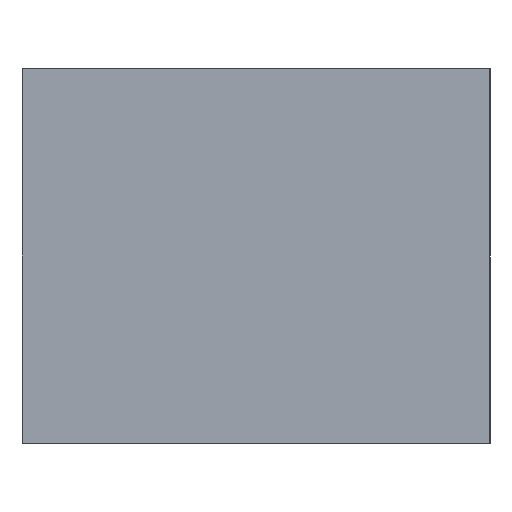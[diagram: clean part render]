
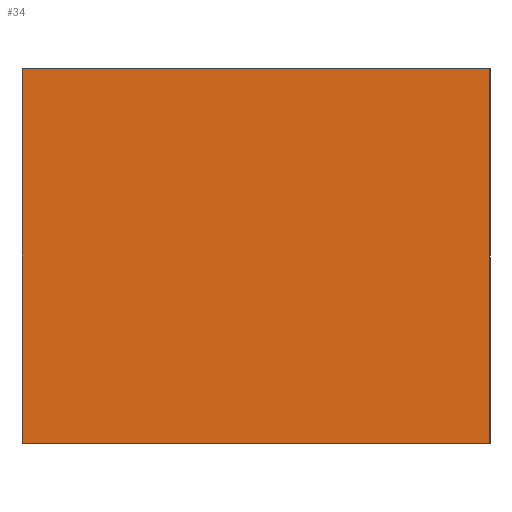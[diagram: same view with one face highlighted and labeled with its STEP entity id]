
A CAD part, left-side view. The second image highlights one B-rep face of the part: STEP entity #34.
In plain terms, the highlighted planar face has unit normal (-1, 0, 0).
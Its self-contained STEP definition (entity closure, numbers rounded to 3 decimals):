
#34=ADVANCED_FACE('',(#35),#69,.F.);
#35=FACE_BOUND('',#36,.T.);
#36=EDGE_LOOP('',(#37,#47,#55,#63));
#37=ORIENTED_EDGE('',*,*,#38,.T.);
#38=EDGE_CURVE('',#39,#41,#43,.T.);
#39=VERTEX_POINT('',#40);
#40=CARTESIAN_POINT('',(0.0,0.0,0.4));
#41=VERTEX_POINT('',#42);
#42=CARTESIAN_POINT('',(0.0,0.5,0.4));
#43=LINE('',#44,#45);
#44=CARTESIAN_POINT('',(0.0,0.0,0.4));
#45=VECTOR('',#46,1.0);
#46=DIRECTION('',(0.0,1.0,0.0));
#47=ORIENTED_EDGE('',*,*,#48,.T.);
#48=EDGE_CURVE('',#41,#49,#51,.F.);
#49=VERTEX_POINT('',#50);
#50=CARTESIAN_POINT('',(0.0,0.5,0.0));
#51=LINE('',#52,#53);
#52=CARTESIAN_POINT('',(0.0,0.5,0.0));
#53=VECTOR('',#54,1.0);
#54=DIRECTION('',(0.0,0.0,1.0));
#55=ORIENTED_EDGE('',*,*,#56,.T.);
#56=EDGE_CURVE('',#49,#57,#59,.F.);
#57=VERTEX_POINT('',#58);
#58=CARTESIAN_POINT('',(0.0,0.0,0.0));
#59=LINE('',#60,#61);
#60=CARTESIAN_POINT('',(0.0,0.0,0.0));
#61=VECTOR('',#62,1.0);
#62=DIRECTION('',(0.0,1.0,0.0));
#63=ORIENTED_EDGE('',*,*,#64,.T.);
#64=EDGE_CURVE('',#57,#39,#65,.T.);
#65=LINE('',#66,#67);
#66=CARTESIAN_POINT('',(0.0,0.0,0.0));
#67=VECTOR('',#68,1.0);
#68=DIRECTION('',(0.0,0.0,1.0));
#69=PLANE('',#70);
#70=AXIS2_PLACEMENT_3D('',#71,#72,#73);
#71=CARTESIAN_POINT('',(0.0,0.0,0.0));
#72=DIRECTION('',(1.0,0.0,0.0));
#73=DIRECTION('',(0.0,0.0,1.0));
